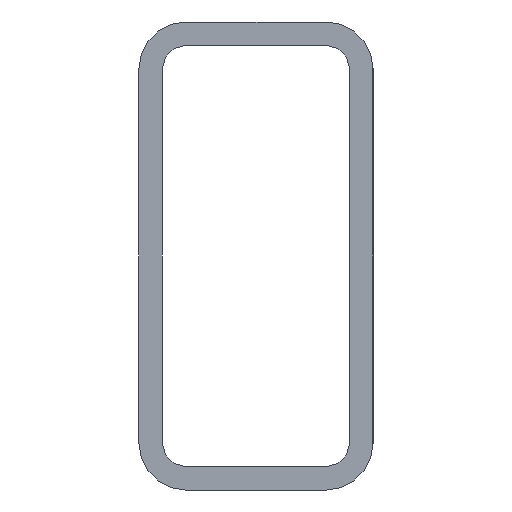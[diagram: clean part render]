
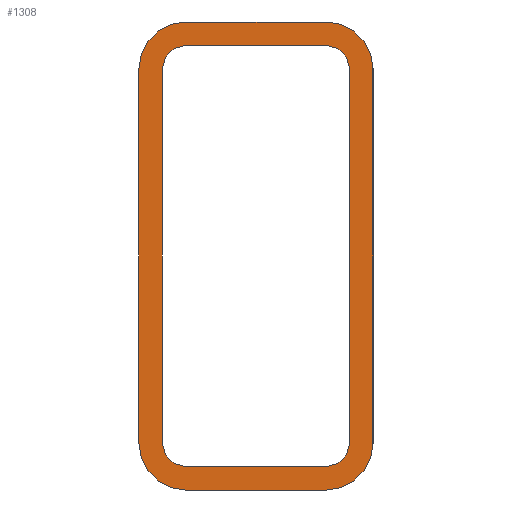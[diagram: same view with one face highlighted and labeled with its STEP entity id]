
A CAD part, left-side view. The second image highlights one B-rep face of the part: STEP entity #1308.
In plain terms, the highlighted planar face has unit normal (-1, 0, 0).
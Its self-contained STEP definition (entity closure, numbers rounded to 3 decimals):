
#11 = CIRCLE ( 'NONE', #380, 6. ) ;
#14 = AXIS2_PLACEMENT_3D ( 'NONE', #693, #167, #154 ) ;
#37 = LINE ( 'NONE', #457, #227 ) ;
#49 = CARTESIAN_POINT ( 'NONE',  ( 0., 6., -3. ) ) ;
#57 = AXIS2_PLACEMENT_3D ( 'NONE', #483, #1314, #978 ) ;
#73 = DIRECTION ( 'NONE',  ( 1., 0., 0. ) ) ;
#74 = CIRCLE ( 'NONE', #248, 3. ) ;
#83 = CARTESIAN_POINT ( 'NONE',  ( 0., 6., -57. ) ) ;
#84 = CARTESIAN_POINT ( 'NONE',  ( 0., 24., -6. ) ) ;
#90 = CARTESIAN_POINT ( 'NONE',  ( 0., 6., 0. ) ) ;
#95 = ORIENTED_EDGE ( 'NONE', *, *, #543, .F. ) ;
#101 = AXIS2_PLACEMENT_3D ( 'NONE', #1207, #271, #590 ) ;
#102 = CIRCLE ( 'NONE', #876, 6. ) ;
#113 = FACE_OUTER_BOUND ( 'NONE', #518, .T. ) ;
#143 = ORIENTED_EDGE ( 'NONE', *, *, #1348, .F. ) ;
#145 = EDGE_CURVE ( 'NONE', #994, #1022, #434, .T. ) ;
#154 = DIRECTION ( 'NONE',  ( 0., 0., 1. ) ) ;
#166 = EDGE_CURVE ( 'NONE', #627, #315, #770, .T. ) ;
#167 = DIRECTION ( 'NONE',  ( 1., 0., 0. ) ) ;
#172 = CARTESIAN_POINT ( 'NONE',  ( 0., 3., -6. ) ) ;
#178 = LINE ( 'NONE', #90, #702 ) ;
#189 = EDGE_CURVE ( 'NONE', #249, #354, #583, .T. ) ;
#202 = ORIENTED_EDGE ( 'NONE', *, *, #1076, .T. ) ;
#211 = DIRECTION ( 'NONE',  ( 0., 1., 0. ) ) ;
#218 = CARTESIAN_POINT ( 'NONE',  ( 0., 6., -6. ) ) ;
#226 = DIRECTION ( 'NONE',  ( -1., 0., 0. ) ) ;
#227 = VECTOR ( 'NONE', #244, 1000. ) ;
#235 = DIRECTION ( 'NONE',  ( 1., 0., 0. ) ) ;
#239 = CARTESIAN_POINT ( 'NONE',  ( 0., 3., -6. ) ) ;
#240 = ORIENTED_EDGE ( 'NONE', *, *, #189, .T. ) ;
#244 = DIRECTION ( 'NONE',  ( 0., 0., -1. ) ) ;
#248 = AXIS2_PLACEMENT_3D ( 'NONE', #709, #423, #819 ) ;
#249 = VERTEX_POINT ( 'NONE', #1032 ) ;
#271 = DIRECTION ( 'NONE',  ( 1., 0., 0. ) ) ;
#315 = VERTEX_POINT ( 'NONE', #639 ) ;
#325 = ORIENTED_EDGE ( 'NONE', *, *, #792, .T. ) ;
#327 = AXIS2_PLACEMENT_3D ( 'NONE', #1067, #226, #463 ) ;
#334 = CARTESIAN_POINT ( 'NONE',  ( 0., 30., -6. ) ) ;
#350 = VECTOR ( 'NONE', #1082, 1000. ) ;
#354 = VERTEX_POINT ( 'NONE', #720 ) ;
#374 = ORIENTED_EDGE ( 'NONE', *, *, #827, .T. ) ;
#380 = AXIS2_PLACEMENT_3D ( 'NONE', #84, #502, #1127 ) ;
#392 = ORIENTED_EDGE ( 'NONE', *, *, #881, .F. ) ;
#393 = VERTEX_POINT ( 'NONE', #947 ) ;
#395 = CARTESIAN_POINT ( 'NONE',  ( 0., 0., -54. ) ) ;
#401 = VERTEX_POINT ( 'NONE', #83 ) ;
#403 = ORIENTED_EDGE ( 'NONE', *, *, #166, .F. ) ;
#423 = DIRECTION ( 'NONE',  ( 1., 0., 0. ) ) ;
#424 = VERTEX_POINT ( 'NONE', #636 ) ;
#434 = CIRCLE ( 'NONE', #14, 6. ) ;
#440 = LINE ( 'NONE', #446, #672 ) ;
#446 = CARTESIAN_POINT ( 'NONE',  ( 0., 6., -57. ) ) ;
#457 = CARTESIAN_POINT ( 'NONE',  ( 0., 0., -6. ) ) ;
#463 = DIRECTION ( 'NONE',  ( 0., 0., 1. ) ) ;
#474 = VECTOR ( 'NONE', #1289, 1000. ) ;
#480 = VECTOR ( 'NONE', #1088, 1000. ) ;
#483 = CARTESIAN_POINT ( 'NONE',  ( 0., 6., -6. ) ) ;
#502 = DIRECTION ( 'NONE',  ( 1., 0., 0. ) ) ;
#514 = DIRECTION ( 'NONE',  ( 0., -1., 0. ) ) ;
#518 = EDGE_LOOP ( 'NONE', ( #403, #392, #1354, #95, #925, #1223, #143, #546 ) ) ;
#529 = LINE ( 'NONE', #239, #474 ) ;
#531 = CARTESIAN_POINT ( 'NONE',  ( 0., 6., -60. ) ) ;
#533 = FACE_BOUND ( 'NONE', #1070, .T. ) ;
#539 = DIRECTION ( 'NONE',  ( 1., 0., 0. ) ) ;
#540 = VERTEX_POINT ( 'NONE', #1053 ) ;
#543 = EDGE_CURVE ( 'NONE', #1022, #1046, #1326, .T. ) ;
#546 = ORIENTED_EDGE ( 'NONE', *, *, #1106, .F. ) ;
#556 = ORIENTED_EDGE ( 'NONE', *, *, #745, .T. ) ;
#574 = ORIENTED_EDGE ( 'NONE', *, *, #880, .T. ) ;
#575 = CARTESIAN_POINT ( 'NONE',  ( 0., 27., -54. ) ) ;
#583 = CIRCLE ( 'NONE', #101, 3. ) ;
#590 = DIRECTION ( 'NONE',  ( 0., 0., 1. ) ) ;
#627 = VERTEX_POINT ( 'NONE', #1186 ) ;
#628 = EDGE_CURVE ( 'NONE', #354, #424, #668, .T. ) ;
#636 = CARTESIAN_POINT ( 'NONE',  ( 0., 6., -3. ) ) ;
#639 = CARTESIAN_POINT ( 'NONE',  ( 0., 0., -6. ) ) ;
#641 = DIRECTION ( 'NONE',  ( 0., 0., 1. ) ) ;
#646 = CARTESIAN_POINT ( 'NONE',  ( 0., 30., -54. ) ) ;
#648 = CARTESIAN_POINT ( 'NONE',  ( 0., 6., -54. ) ) ;
#668 = LINE ( 'NONE', #49, #350 ) ;
#669 = VERTEX_POINT ( 'NONE', #815 ) ;
#672 = VECTOR ( 'NONE', #1190, 1000. ) ;
#693 = CARTESIAN_POINT ( 'NONE',  ( 0., 24., -54. ) ) ;
#702 = VECTOR ( 'NONE', #514, 1000. ) ;
#709 = CARTESIAN_POINT ( 'NONE',  ( 0., 6., -54. ) ) ;
#720 = CARTESIAN_POINT ( 'NONE',  ( 0., 24., -3. ) ) ;
#724 = LINE ( 'NONE', #895, #1205 ) ;
#745 = EDGE_CURVE ( 'NONE', #393, #401, #74, .T. ) ;
#770 = CIRCLE ( 'NONE', #57, 6. ) ;
#782 = EDGE_CURVE ( 'NONE', #540, #994, #1149, .T. ) ;
#786 = AXIS2_PLACEMENT_3D ( 'NONE', #218, #539, #641 ) ;
#792 = EDGE_CURVE ( 'NONE', #424, #803, #1024, .T. ) ;
#803 = VERTEX_POINT ( 'NONE', #172 ) ;
#815 = CARTESIAN_POINT ( 'NONE',  ( 0., 24., 0. ) ) ;
#819 = DIRECTION ( 'NONE',  ( 0., 0., -1. ) ) ;
#827 = EDGE_CURVE ( 'NONE', #1162, #249, #724, .T. ) ;
#867 = EDGE_CURVE ( 'NONE', #1046, #669, #11, .T. ) ;
#870 = VECTOR ( 'NONE', #211, 1000. ) ;
#876 = AXIS2_PLACEMENT_3D ( 'NONE', #648, #235, #958 ) ;
#880 = EDGE_CURVE ( 'NONE', #1101, #1162, #979, .T. ) ;
#881 = EDGE_CURVE ( 'NONE', #669, #627, #178, .T. ) ;
#895 = CARTESIAN_POINT ( 'NONE',  ( 0., 27., -6. ) ) ;
#925 = ORIENTED_EDGE ( 'NONE', *, *, #145, .F. ) ;
#933 = PLANE ( 'NONE',  #327 ) ;
#947 = CARTESIAN_POINT ( 'NONE',  ( 0., 3., -54. ) ) ;
#958 = DIRECTION ( 'NONE',  ( 0., 0., -1. ) ) ;
#962 = CARTESIAN_POINT ( 'NONE',  ( 0., 24., -57. ) ) ;
#978 = DIRECTION ( 'NONE',  ( 0., 0., 1. ) ) ;
#979 = CIRCLE ( 'NONE', #1144, 3. ) ;
#994 = VERTEX_POINT ( 'NONE', #1258 ) ;
#1013 = CARTESIAN_POINT ( 'NONE',  ( 0., 24., -54. ) ) ;
#1022 = VERTEX_POINT ( 'NONE', #646 ) ;
#1024 = CIRCLE ( 'NONE', #786, 3. ) ;
#1032 = CARTESIAN_POINT ( 'NONE',  ( 0., 27., -6. ) ) ;
#1046 = VERTEX_POINT ( 'NONE', #334 ) ;
#1053 = CARTESIAN_POINT ( 'NONE',  ( 0., 6., -60. ) ) ;
#1067 = CARTESIAN_POINT ( 'NONE',  ( 0., 6., -6. ) ) ;
#1070 = EDGE_LOOP ( 'NONE', ( #1168, #325, #202, #556, #1247, #574, #374, #240 ) ) ;
#1073 = CARTESIAN_POINT ( 'NONE',  ( 0., 30., -6. ) ) ;
#1076 = EDGE_CURVE ( 'NONE', #803, #393, #529, .T. ) ;
#1082 = DIRECTION ( 'NONE',  ( 0., -1., 0. ) ) ;
#1088 = DIRECTION ( 'NONE',  ( 0., 0., 1. ) ) ;
#1101 = VERTEX_POINT ( 'NONE', #962 ) ;
#1106 = EDGE_CURVE ( 'NONE', #315, #1241, #37, .T. ) ;
#1116 = DIRECTION ( 'NONE',  ( 0., 0., 1. ) ) ;
#1127 = DIRECTION ( 'NONE',  ( 0., 0., 1. ) ) ;
#1144 = AXIS2_PLACEMENT_3D ( 'NONE', #1013, #73, #1116 ) ;
#1149 = LINE ( 'NONE', #531, #870 ) ;
#1162 = VERTEX_POINT ( 'NONE', #575 ) ;
#1168 = ORIENTED_EDGE ( 'NONE', *, *, #628, .T. ) ;
#1186 = CARTESIAN_POINT ( 'NONE',  ( 0., 6., 0. ) ) ;
#1190 = DIRECTION ( 'NONE',  ( 0., 1., 0. ) ) ;
#1205 = VECTOR ( 'NONE', #1347, 1000. ) ;
#1207 = CARTESIAN_POINT ( 'NONE',  ( 0., 24., -6. ) ) ;
#1223 = ORIENTED_EDGE ( 'NONE', *, *, #782, .F. ) ;
#1241 = VERTEX_POINT ( 'NONE', #395 ) ;
#1247 = ORIENTED_EDGE ( 'NONE', *, *, #1340, .T. ) ;
#1258 = CARTESIAN_POINT ( 'NONE',  ( 0., 24., -60. ) ) ;
#1289 = DIRECTION ( 'NONE',  ( 0., 0., -1. ) ) ;
#1308 = ADVANCED_FACE ( 'NONE', ( #113, #533 ), #933, .T. ) ;
#1314 = DIRECTION ( 'NONE',  ( 1., 0., 0. ) ) ;
#1326 = LINE ( 'NONE', #1073, #480 ) ;
#1340 = EDGE_CURVE ( 'NONE', #401, #1101, #440, .T. ) ;
#1347 = DIRECTION ( 'NONE',  ( 0., 0., 1. ) ) ;
#1348 = EDGE_CURVE ( 'NONE', #1241, #540, #102, .T. ) ;
#1354 = ORIENTED_EDGE ( 'NONE', *, *, #867, .F. ) ;
